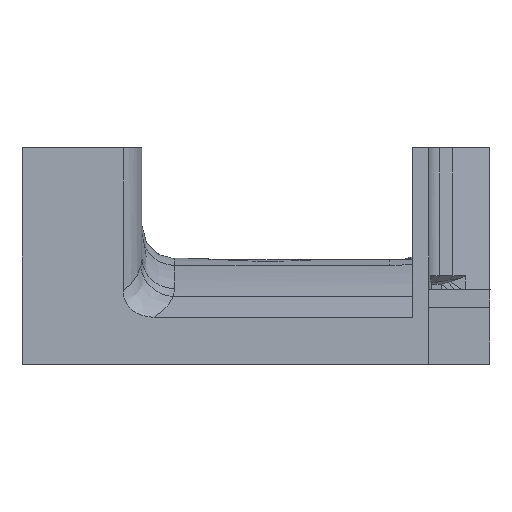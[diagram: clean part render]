
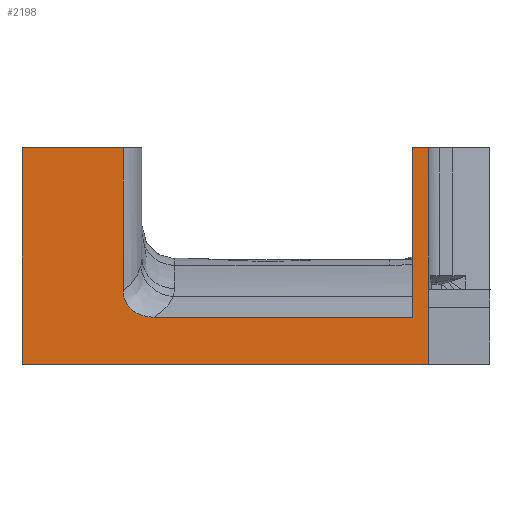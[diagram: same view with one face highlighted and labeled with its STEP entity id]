
A CAD part, left-side view. The second image highlights one B-rep face of the part: STEP entity #2198.
In plain terms, the highlighted planar face has unit normal (-1, 0, 0).
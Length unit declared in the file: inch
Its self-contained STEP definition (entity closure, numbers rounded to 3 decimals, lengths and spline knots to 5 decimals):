
#18 = LINE ( 'NONE', #908, #11685 ) ;
#68 = LINE ( 'NONE', #2740, #3489 ) ;
#140 = LINE ( 'NONE', #4786, #4590 ) ;
#210 = LINE ( 'NONE', #12806, #5833 ) ;
#328 = EDGE_CURVE ( 'NONE', #2161, #9507, #68, .T. ) ;
#375 = VECTOR ( 'NONE', #2282, 39.37008 ) ;
#499 = CARTESIAN_POINT ( 'NONE',  ( -9.28839, 4.62599, 0.30796 ) ) ;
#551 = LINE ( 'NONE', #4237, #375 ) ;
#872 = VERTEX_POINT ( 'NONE', #11473 ) ;
#904 = CARTESIAN_POINT ( 'NONE',  ( -9.28839, 3.41339, 0. ) ) ;
#908 = CARTESIAN_POINT ( 'NONE',  ( -9.28839, 3.38583, 0.19685 ) ) ;
#1019 = VECTOR ( 'NONE', #8529, 39.37008 ) ;
#1637 = ORIENTED_EDGE ( 'NONE', *, *, #5183, .F. ) ;
#1818 = DIRECTION ( 'NONE',  ( 0., -1., 0. ) ) ;
#1848 = DIRECTION ( 'NONE',  ( 0., -1., 0. ) ) ;
#1944 = DIRECTION ( 'NONE',  ( 0., 0., 1. ) ) ;
#2161 = VERTEX_POINT ( 'NONE', #11925 ) ;
#2198 = ADVANCED_FACE ( 'NONE', ( #13800 ), #7791, .F. ) ;
#2282 = DIRECTION ( 'NONE',  ( 0., 0., -1. ) ) ;
#2389 = CARTESIAN_POINT ( 'NONE',  ( -9.28839, 4.61908, 0.26878 ) ) ;
#2532 = CARTESIAN_POINT ( 'NONE',  ( -9.28839, 4.49582, 0.19685 ) ) ;
#2740 = CARTESIAN_POINT ( 'NONE',  ( -9.28839, 3.34646, 0. ) ) ;
#2962 = CARTESIAN_POINT ( 'NONE',  ( -9.28839, 5.04921, 0. ) ) ;
#3132 = ORIENTED_EDGE ( 'NONE', *, *, #7291, .F. ) ;
#3236 = CARTESIAN_POINT ( 'NONE',  ( -9.28839, 3.41339, 0.90551 ) ) ;
#3489 = VECTOR ( 'NONE', #6033, 39.37008 ) ;
#3584 = CARTESIAN_POINT ( 'NONE',  ( -9.28839, 4.62599, 0.30796 ) ) ;
#3654 = VERTEX_POINT ( 'NONE', #2962 ) ;
#3849 = AXIS2_PLACEMENT_3D ( 'NONE', #12357, #4451, #11085 ) ;
#3875 = DIRECTION ( 'NONE',  ( 0., -1., 0. ) ) ;
#4127 = CARTESIAN_POINT ( 'NONE',  ( -9.28839, 3.34646, 0. ) ) ;
#4237 = CARTESIAN_POINT ( 'NONE',  ( -9.28839, 4.62598, 0. ) ) ;
#4321 = ORIENTED_EDGE ( 'NONE', *, *, #12088, .F. ) ;
#4451 = DIRECTION ( 'NONE',  ( 1., 0., 0. ) ) ;
#4542 = CARTESIAN_POINT ( 'NONE',  ( -9.28839, 4.52759, 0.19899 ) ) ;
#4590 = VECTOR ( 'NONE', #3875, 39.37008 ) ;
#4691 = CARTESIAN_POINT ( 'NONE',  ( -9.28839, 4.59186, 0.22986 ) ) ;
#4786 = CARTESIAN_POINT ( 'NONE',  ( -9.28839, 3.38583, 0.90551 ) ) ;
#5183 = EDGE_CURVE ( 'NONE', #8500, #12371, #551, .T. ) ;
#5207 = LINE ( 'NONE', #14134, #8293 ) ;
#5506 = VERTEX_POINT ( 'NONE', #10895 ) ;
#5778 = CARTESIAN_POINT ( 'NONE',  ( -9.28839, 4.57926, 0.22008 ) ) ;
#5833 = VECTOR ( 'NONE', #1944, 39.37008 ) ;
#6033 = DIRECTION ( 'NONE',  ( 0., 0., -1. ) ) ;
#6040 = EDGE_LOOP ( 'NONE', ( #9462, #12902, #8612, #4321, #1637, #12982, #3132, #11663, #14165 ) ) ;
#6360 = DIRECTION ( 'NONE',  ( 0., -1., 0. ) ) ;
#6429 = EDGE_CURVE ( 'NONE', #10033, #2161, #5207, .T. ) ;
#6690 = CARTESIAN_POINT ( 'NONE',  ( -9.28839, 4.5581, 0.20876 ) ) ;
#7291 = EDGE_CURVE ( 'NONE', #3654, #7432, #210, .T. ) ;
#7347 = CARTESIAN_POINT ( 'NONE',  ( -9.28839, 3.38583, 0. ) ) ;
#7350 = EDGE_CURVE ( 'NONE', #5506, #872, #18, .T. ) ;
#7432 = VERTEX_POINT ( 'NONE', #12954 ) ;
#7489 = LINE ( 'NONE', #7347, #13567 ) ;
#7790 = B_SPLINE_CURVE_WITH_KNOTS ( 'NONE', 3,
 ( #3584, #13403, #10190, #7870, #2389, #10091, #13313, #11263, #4691, #5778, #13503, #6690, #8894, #4542, #9076, #2532 ),
 .UNSPECIFIED., .F., .F.,
 ( 4, 2, 2, 2, 2, 2, 2, 4 ),
 ( 0., 0.00061, 0.00121, 0.00182, 0.00242, 0.00303, 0.00363, 0.00484 ),
 .UNSPECIFIED. ) ;
#7791 = PLANE ( 'NONE',  #3849 ) ;
#7870 = CARTESIAN_POINT ( 'NONE',  ( -9.28839, 4.62174, 0.27647 ) ) ;
#8293 = VECTOR ( 'NONE', #6360, 39.37008 ) ;
#8500 = VERTEX_POINT ( 'NONE', #14037 ) ;
#8529 = DIRECTION ( 'NONE',  ( 0., 0., 1. ) ) ;
#8612 = ORIENTED_EDGE ( 'NONE', *, *, #7350, .F. ) ;
#8894 = CARTESIAN_POINT ( 'NONE',  ( -9.28839, 4.55062, 0.20587 ) ) ;
#9076 = CARTESIAN_POINT ( 'NONE',  ( -9.28839, 4.51187, 0.19685 ) ) ;
#9462 = ORIENTED_EDGE ( 'NONE', *, *, #6429, .F. ) ;
#9507 = VERTEX_POINT ( 'NONE', #4127 ) ;
#9733 = LINE ( 'NONE', #904, #1019 ) ;
#10033 = VERTEX_POINT ( 'NONE', #3236 ) ;
#10091 = CARTESIAN_POINT ( 'NONE',  ( -9.28839, 4.61213, 0.2545 ) ) ;
#10190 = CARTESIAN_POINT ( 'NONE',  ( -9.28839, 4.62517, 0.292 ) ) ;
#10895 = CARTESIAN_POINT ( 'NONE',  ( -9.28839, 4.49582, 0.19685 ) ) ;
#11085 = DIRECTION ( 'NONE',  ( 0., 0., -1. ) ) ;
#11263 = CARTESIAN_POINT ( 'NONE',  ( -9.28839, 4.59759, 0.23537 ) ) ;
#11448 = EDGE_CURVE ( 'NONE', #872, #10033, #9733, .T. ) ;
#11473 = CARTESIAN_POINT ( 'NONE',  ( -9.28839, 3.41339, 0.19685 ) ) ;
#11663 = ORIENTED_EDGE ( 'NONE', *, *, #13760, .T. ) ;
#11685 = VECTOR ( 'NONE', #1848, 39.37008 ) ;
#11925 = CARTESIAN_POINT ( 'NONE',  ( -9.28839, 3.34646, 0.90551 ) ) ;
#12088 = EDGE_CURVE ( 'NONE', #12371, #5506, #7790, .T. ) ;
#12357 = CARTESIAN_POINT ( 'NONE',  ( -9.28839, 3.38583, 0. ) ) ;
#12371 = VERTEX_POINT ( 'NONE', #499 ) ;
#12806 = CARTESIAN_POINT ( 'NONE',  ( -9.28839, 5.04921, 0. ) ) ;
#12902 = ORIENTED_EDGE ( 'NONE', *, *, #11448, .F. ) ;
#12954 = CARTESIAN_POINT ( 'NONE',  ( -9.28839, 5.04921, 0.90551 ) ) ;
#12982 = ORIENTED_EDGE ( 'NONE', *, *, #13678, .F. ) ;
#13313 = CARTESIAN_POINT ( 'NONE',  ( -9.28839, 4.60781, 0.24779 ) ) ;
#13403 = CARTESIAN_POINT ( 'NONE',  ( -9.28839, 4.62599, 0.29991 ) ) ;
#13503 = CARTESIAN_POINT ( 'NONE',  ( -9.28839, 4.57237, 0.21583 ) ) ;
#13567 = VECTOR ( 'NONE', #1818, 39.37008 ) ;
#13678 = EDGE_CURVE ( 'NONE', #7432, #8500, #140, .T. ) ;
#13760 = EDGE_CURVE ( 'NONE', #3654, #9507, #7489, .T. ) ;
#13800 = FACE_OUTER_BOUND ( 'NONE', #6040, .T. ) ;
#14037 = CARTESIAN_POINT ( 'NONE',  ( -9.28839, 4.62598, 0.90551 ) ) ;
#14134 = CARTESIAN_POINT ( 'NONE',  ( -9.28839, 3.38583, 0.90551 ) ) ;
#14165 = ORIENTED_EDGE ( 'NONE', *, *, #328, .F. ) ;
